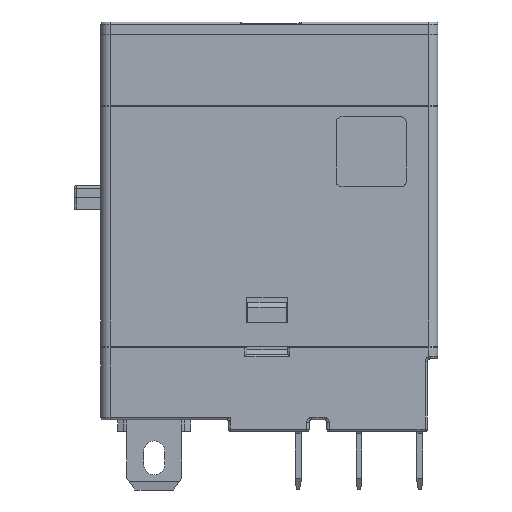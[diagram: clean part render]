
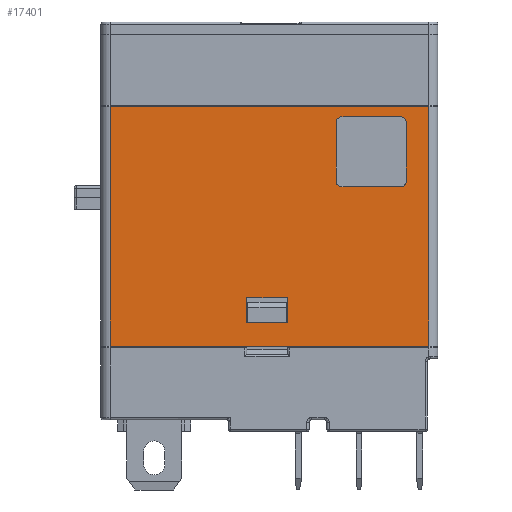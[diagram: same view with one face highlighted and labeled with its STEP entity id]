
A CAD part, front view. The second image highlights one B-rep face of the part: STEP entity #17401.
In plain terms, the highlighted planar face has unit normal (0, -1, 0).
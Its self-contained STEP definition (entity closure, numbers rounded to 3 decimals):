
#198 = CARTESIAN_POINT ( 'NONE',  ( 20.6, 0., 21.4 ) ) ;
#228 = VERTEX_POINT ( 'NONE', #16918 ) ;
#1024 = EDGE_CURVE ( 'NONE', #228, #4640, #30008, .T. ) ;
#1069 = DIRECTION ( 'NONE',  ( -1., 0., 0. ) ) ;
#1290 = CARTESIAN_POINT ( 'NONE',  ( 28.8, 0., 11.45 ) ) ;
#2760 = VERTEX_POINT ( 'NONE', #27246 ) ;
#2894 = CARTESIAN_POINT ( 'NONE',  ( 28., 0., 7.3 ) ) ;
#2991 = VERTEX_POINT ( 'NONE', #29578 ) ;
#3242 = DIRECTION ( 'NONE',  ( 1., 0., 0. ) ) ;
#3927 = ORIENTED_EDGE ( 'NONE', *, *, #31757, .T. ) ;
#4277 = VECTOR ( 'NONE', #1069, 1000. ) ;
#4582 = CARTESIAN_POINT ( 'NONE',  ( 26.1, 0., 21.4 ) ) ;
#4591 = DIRECTION ( 'NONE',  ( 1., 0., 0. ) ) ;
#4640 = VERTEX_POINT ( 'NONE', #33550 ) ;
#6259 = CARTESIAN_POINT ( 'NONE',  ( 25.6, 0., 26.4 ) ) ;
#6277 = EDGE_CURVE ( 'NONE', #24377, #42342, #41413, .T. ) ;
#6998 = EDGE_CURVE ( 'NONE', #42342, #10029, #10771, .T. ) ;
#7366 = DIRECTION ( 'NONE',  ( -1., 0., 0. ) ) ;
#7570 = VECTOR ( 'NONE', #7366, 1000. ) ;
#7795 = DIRECTION ( 'NONE',  ( 0., 0., 1. ) ) ;
#8045 = EDGE_CURVE ( 'NONE', #41447, #39501, #24629, .T. ) ;
#8528 = DIRECTION ( 'NONE',  ( 0., 0., 1. ) ) ;
#8598 = VERTEX_POINT ( 'NONE', #12977 ) ;
#8811 = VECTOR ( 'NONE', #8528, 1000. ) ;
#9594 = LINE ( 'NONE', #41843, #14782 ) ;
#9795 = DIRECTION ( 'NONE',  ( 0., 0., -1. ) ) ;
#9827 = EDGE_LOOP ( 'NONE', ( #26908, #27048, #17545, #18583 ) ) ;
#10029 = VERTEX_POINT ( 'NONE', #24165 ) ;
#10146 = VECTOR ( 'NONE', #21505, 1000. ) ;
#10210 = AXIS2_PLACEMENT_3D ( 'NONE', #23822, #20388, #30062 ) ;
#10771 = LINE ( 'NONE', #1290, #10146 ) ;
#11379 = EDGE_LOOP ( 'NONE', ( #18788, #29080, #18050, #40248, #20379, #31729, #15192, #19945 ) ) ;
#11408 = DIRECTION ( 'NONE',  ( 0., 1., 0. ) ) ;
#11482 = AXIS2_PLACEMENT_3D ( 'NONE', #198, #16766, #39538 ) ;
#11631 = CARTESIAN_POINT ( 'NONE',  ( 28.8, 0., 7.3 ) ) ;
#11672 = DIRECTION ( 'NONE',  ( 1., 0., 0. ) ) ;
#11870 = DIRECTION ( 'NONE',  ( 0., 0., -1. ) ) ;
#11895 = LINE ( 'NONE', #4582, #15601 ) ;
#11980 = CARTESIAN_POINT ( 'NONE',  ( 12.45, 0., 7.3 ) ) ;
#12336 = VERTEX_POINT ( 'NONE', #39331 ) ;
#12977 = CARTESIAN_POINT ( 'NONE',  ( 25.6, 0., 26.9 ) ) ;
#13229 = EDGE_CURVE ( 'NONE', #2760, #2991, #39744, .T. ) ;
#13290 = EDGE_CURVE ( 'NONE', #2991, #228, #41503, .T. ) ;
#13593 = EDGE_CURVE ( 'NONE', #16882, #24377, #33117, .T. ) ;
#13728 = CARTESIAN_POINT ( 'NONE',  ( 25.6, 0., 20.9 ) ) ;
#13778 = FACE_BOUND ( 'NONE', #9827, .T. ) ;
#13798 = CARTESIAN_POINT ( 'NONE',  ( 0.8, 0., 27.8 ) ) ;
#14451 = CARTESIAN_POINT ( 'NONE',  ( 20.1, 0., 26.4 ) ) ;
#14655 = CARTESIAN_POINT ( 'NONE',  ( 20.6, 0., 26.4 ) ) ;
#14782 = VECTOR ( 'NONE', #22721, 1000. ) ;
#15091 = EDGE_CURVE ( 'NONE', #10029, #16882, #22971, .T. ) ;
#15192 = ORIENTED_EDGE ( 'NONE', *, *, #40267, .F. ) ;
#15601 = VECTOR ( 'NONE', #7795, 1000. ) ;
#15609 = CARTESIAN_POINT ( 'NONE',  ( 28., 0., 27.8 ) ) ;
#16018 = DIRECTION ( 'NONE',  ( 0., 0., 1. ) ) ;
#16216 = LINE ( 'NONE', #2894, #32653 ) ;
#16766 = DIRECTION ( 'NONE',  ( 0., -1., 0. ) ) ;
#16882 = VERTEX_POINT ( 'NONE', #39899 ) ;
#16918 = CARTESIAN_POINT ( 'NONE',  ( 20.1, 0., 21.4 ) ) ;
#17138 = ORIENTED_EDGE ( 'NONE', *, *, #22002, .T. ) ;
#17219 = DIRECTION ( 'NONE',  ( -1., 0., 0. ) ) ;
#17309 = EDGE_CURVE ( 'NONE', #8598, #2760, #23897, .T. ) ;
#17401 = ADVANCED_FACE ( 'NONE', ( #30134, #13778, #26902 ), #40002, .F. ) ;
#17545 = ORIENTED_EDGE ( 'NONE', *, *, #6998, .T. ) ;
#18050 = ORIENTED_EDGE ( 'NONE', *, *, #17309, .F. ) ;
#18583 = ORIENTED_EDGE ( 'NONE', *, *, #15091, .T. ) ;
#18788 = ORIENTED_EDGE ( 'NONE', *, *, #13290, .F. ) ;
#19945 = ORIENTED_EDGE ( 'NONE', *, *, #1024, .F. ) ;
#20379 = ORIENTED_EDGE ( 'NONE', *, *, #38839, .F. ) ;
#20388 = DIRECTION ( 'NONE',  ( 0., -1., 0. ) ) ;
#21266 = CARTESIAN_POINT ( 'NONE',  ( 26.1, 0., 21.4 ) ) ;
#21505 = DIRECTION ( 'NONE',  ( 1., 0., 0. ) ) ;
#22002 = EDGE_CURVE ( 'NONE', #23540, #33200, #9594, .T. ) ;
#22721 = DIRECTION ( 'NONE',  ( -1., 0., 0. ) ) ;
#22731 = VECTOR ( 'NONE', #36078, 1000. ) ;
#22971 = LINE ( 'NONE', #23190, #22731 ) ;
#22993 = EDGE_LOOP ( 'NONE', ( #3927, #17138, #41206, #27268 ) ) ;
#23190 = CARTESIAN_POINT ( 'NONE',  ( 15.95, 0., 7.3 ) ) ;
#23311 = VECTOR ( 'NONE', #17219, 1000. ) ;
#23407 = CARTESIAN_POINT ( 'NONE',  ( 28., 0., 7.3 ) ) ;
#23540 = VERTEX_POINT ( 'NONE', #15609 ) ;
#23822 = CARTESIAN_POINT ( 'NONE',  ( 25.6, 0., 21.4 ) ) ;
#23897 = LINE ( 'NONE', #33135, #4277 ) ;
#24165 = CARTESIAN_POINT ( 'NONE',  ( 15.95, 0., 11.45 ) ) ;
#24377 = VERTEX_POINT ( 'NONE', #25766 ) ;
#24629 = CIRCLE ( 'NONE', #10210, 0.5 ) ;
#25337 = AXIS2_PLACEMENT_3D ( 'NONE', #14655, #30799, #11672 ) ;
#25427 = VECTOR ( 'NONE', #9795, 1000. ) ;
#25766 = CARTESIAN_POINT ( 'NONE',  ( 12.45, 0., 9.3 ) ) ;
#26902 = FACE_BOUND ( 'NONE', #11379, .T. ) ;
#26908 = ORIENTED_EDGE ( 'NONE', *, *, #13593, .T. ) ;
#27048 = ORIENTED_EDGE ( 'NONE', *, *, #6277, .T. ) ;
#27176 = VERTEX_POINT ( 'NONE', #23407 ) ;
#27246 = CARTESIAN_POINT ( 'NONE',  ( 20.6, 0., 26.9 ) ) ;
#27268 = ORIENTED_EDGE ( 'NONE', *, *, #27965, .F. ) ;
#27527 = EDGE_CURVE ( 'NONE', #33200, #36688, #39249, .T. ) ;
#27532 = DIRECTION ( 'NONE',  ( 1., 0., 0. ) ) ;
#27960 = CARTESIAN_POINT ( 'NONE',  ( 12.45, 0., 11.45 ) ) ;
#27965 = EDGE_CURVE ( 'NONE', #27176, #36688, #36184, .T. ) ;
#28746 = VECTOR ( 'NONE', #4591, 1000. ) ;
#28767 = VECTOR ( 'NONE', #11870, 1000. ) ;
#29080 = ORIENTED_EDGE ( 'NONE', *, *, #13229, .F. ) ;
#29546 = EDGE_CURVE ( 'NONE', #12336, #8598, #41904, .T. ) ;
#29578 = CARTESIAN_POINT ( 'NONE',  ( 20.1, 0., 26.4 ) ) ;
#30008 = CIRCLE ( 'NONE', #11482, 0.5 ) ;
#30062 = DIRECTION ( 'NONE',  ( 1., 0., 0. ) ) ;
#30134 = FACE_OUTER_BOUND ( 'NONE', #22993, .T. ) ;
#30799 = DIRECTION ( 'NONE',  ( 0., -1., 0. ) ) ;
#30811 = CARTESIAN_POINT ( 'NONE',  ( 28.8, 0., 7.3 ) ) ;
#31640 = AXIS2_PLACEMENT_3D ( 'NONE', #6259, #32700, #3242 ) ;
#31729 = ORIENTED_EDGE ( 'NONE', *, *, #8045, .F. ) ;
#31757 = EDGE_CURVE ( 'NONE', #27176, #23540, #16216, .T. ) ;
#32653 = VECTOR ( 'NONE', #16018, 1000. ) ;
#32700 = DIRECTION ( 'NONE',  ( 0., -1., 0. ) ) ;
#32804 = CARTESIAN_POINT ( 'NONE',  ( 0.8, 0., 7.3 ) ) ;
#33117 = LINE ( 'NONE', #33774, #23311 ) ;
#33135 = CARTESIAN_POINT ( 'NONE',  ( 25.6, 0., 26.9 ) ) ;
#33200 = VERTEX_POINT ( 'NONE', #13798 ) ;
#33412 = CARTESIAN_POINT ( 'NONE',  ( 20.6, 0., 20.9 ) ) ;
#33550 = CARTESIAN_POINT ( 'NONE',  ( 20.6, 0., 20.9 ) ) ;
#33774 = CARTESIAN_POINT ( 'NONE',  ( 28.8, 0., 9.3 ) ) ;
#34054 = LINE ( 'NONE', #33412, #28746 ) ;
#36078 = DIRECTION ( 'NONE',  ( 0., 0., -1. ) ) ;
#36184 = LINE ( 'NONE', #30811, #7570 ) ;
#36688 = VERTEX_POINT ( 'NONE', #38878 ) ;
#37217 = AXIS2_PLACEMENT_3D ( 'NONE', #11631, #11408, #27532 ) ;
#38839 = EDGE_CURVE ( 'NONE', #39501, #12336, #11895, .T. ) ;
#38878 = CARTESIAN_POINT ( 'NONE',  ( 0.8, 0., 7.3 ) ) ;
#39249 = LINE ( 'NONE', #32804, #25427 ) ;
#39331 = CARTESIAN_POINT ( 'NONE',  ( 26.1, 0., 26.4 ) ) ;
#39501 = VERTEX_POINT ( 'NONE', #21266 ) ;
#39538 = DIRECTION ( 'NONE',  ( 1., 0., 0. ) ) ;
#39744 = CIRCLE ( 'NONE', #25337, 0.5 ) ;
#39899 = CARTESIAN_POINT ( 'NONE',  ( 15.95, 0., 9.3 ) ) ;
#40002 = PLANE ( 'NONE',  #37217 ) ;
#40248 = ORIENTED_EDGE ( 'NONE', *, *, #29546, .F. ) ;
#40267 = EDGE_CURVE ( 'NONE', #4640, #41447, #34054, .T. ) ;
#41206 = ORIENTED_EDGE ( 'NONE', *, *, #27527, .T. ) ;
#41413 = LINE ( 'NONE', #11980, #8811 ) ;
#41447 = VERTEX_POINT ( 'NONE', #13728 ) ;
#41503 = LINE ( 'NONE', #14451, #28767 ) ;
#41843 = CARTESIAN_POINT ( 'NONE',  ( 28.8, 0., 27.8 ) ) ;
#41904 = CIRCLE ( 'NONE', #31640, 0.5 ) ;
#42342 = VERTEX_POINT ( 'NONE', #27960 ) ;
